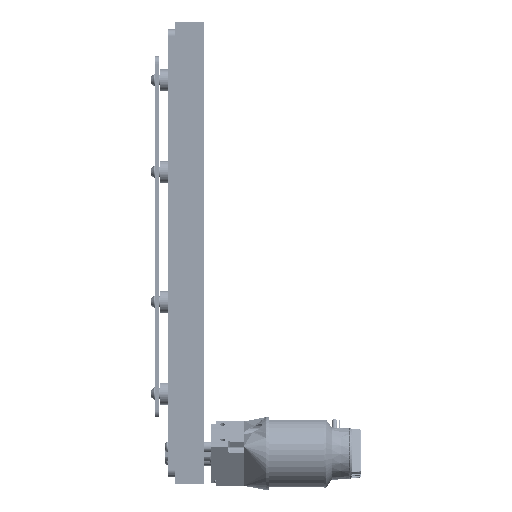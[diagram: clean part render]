
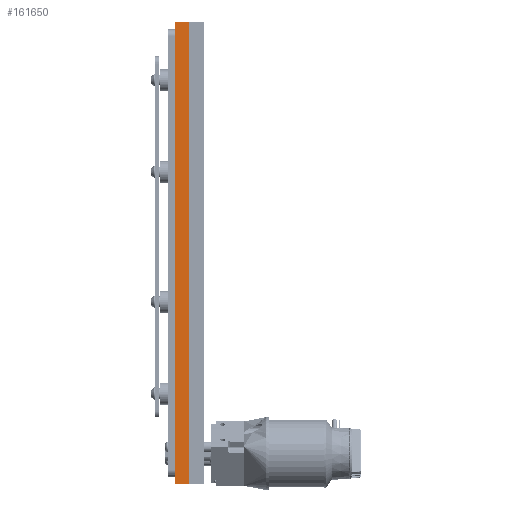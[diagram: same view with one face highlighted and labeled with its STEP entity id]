
A CAD part, left-side view. The second image highlights one B-rep face of the part: STEP entity #161650.
In plain terms, the highlighted face is planar.
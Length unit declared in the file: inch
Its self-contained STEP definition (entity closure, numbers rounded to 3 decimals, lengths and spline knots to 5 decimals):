
#13819 = CARTESIAN_POINT ( 'NONE',  ( -8., 0.003, 0.5 ) ) ;
#22884 = EDGE_CURVE ( 'NONE', #80204, #50368, #193281, .T. ) ;
#25548 = CARTESIAN_POINT ( 'NONE',  ( -8., 0.003, 0.5 ) ) ;
#29330 = CARTESIAN_POINT ( 'NONE',  ( 8., 0.497, 0.5 ) ) ;
#29463 = ORIENTED_EDGE ( 'NONE', *, *, #236675, .F. ) ;
#31723 = CARTESIAN_POINT ( 'NONE',  ( -8., -0.5, 0.5 ) ) ;
#38690 = VERTEX_POINT ( 'NONE', #29330 ) ;
#39382 = CARTESIAN_POINT ( 'NONE',  ( 8., -0.5, 0.5 ) ) ;
#47385 = VECTOR ( 'NONE', #177642, 39.37008 ) ;
#50368 = VERTEX_POINT ( 'NONE', #144862 ) ;
#53498 = PLANE ( 'NONE',  #101236 ) ;
#69202 = DIRECTION ( 'NONE',  ( -1., 0., 0. ) ) ;
#70002 = CARTESIAN_POINT ( 'NONE',  ( -8., 0.497, 0.5 ) ) ;
#70287 = LINE ( 'NONE', #31723, #169092 ) ;
#75561 = DIRECTION ( 'NONE',  ( 0., -1., 0. ) ) ;
#80204 = VERTEX_POINT ( 'NONE', #25548 ) ;
#85303 = EDGE_CURVE ( 'NONE', #38690, #50368, #146691, .T. ) ;
#88995 = CARTESIAN_POINT ( 'NONE',  ( -8., 0.497, 0.5 ) ) ;
#94325 = ORIENTED_EDGE ( 'NONE', *, *, #22884, .T. ) ;
#94701 = VECTOR ( 'NONE', #75561, 39.37008 ) ;
#99147 = EDGE_LOOP ( 'NONE', ( #29463, #125870, #94325, #187324 ) ) ;
#101236 = AXIS2_PLACEMENT_3D ( 'NONE', #233049, #112112, #69202 ) ;
#112112 = DIRECTION ( 'NONE',  ( 0., 0., -1. ) ) ;
#121844 = EDGE_CURVE ( 'NONE', #164959, #80204, #70287, .T. ) ;
#125870 = ORIENTED_EDGE ( 'NONE', *, *, #121844, .T. ) ;
#143764 = DIRECTION ( 'NONE',  ( 0., -1., 0. ) ) ;
#144862 = CARTESIAN_POINT ( 'NONE',  ( 8., 0.003, 0.5 ) ) ;
#146691 = LINE ( 'NONE', #39382, #94701 ) ;
#161650 = ADVANCED_FACE ( 'NONE', ( #234244 ), #53498, .F. ) ;
#163726 = DIRECTION ( 'NONE',  ( 1., 0., 0. ) ) ;
#164959 = VERTEX_POINT ( 'NONE', #70002 ) ;
#169092 = VECTOR ( 'NONE', #143764, 39.37008 ) ;
#177642 = DIRECTION ( 'NONE',  ( 1., 0., 0. ) ) ;
#181725 = LINE ( 'NONE', #88995, #221519 ) ;
#187324 = ORIENTED_EDGE ( 'NONE', *, *, #85303, .F. ) ;
#193281 = LINE ( 'NONE', #13819, #47385 ) ;
#221519 = VECTOR ( 'NONE', #163726, 39.37008 ) ;
#233049 = CARTESIAN_POINT ( 'NONE',  ( 8., -0.5, 0.5 ) ) ;
#234244 = FACE_OUTER_BOUND ( 'NONE', #99147, .T. ) ;
#236675 = EDGE_CURVE ( 'NONE', #164959, #38690, #181725, .T. ) ;
